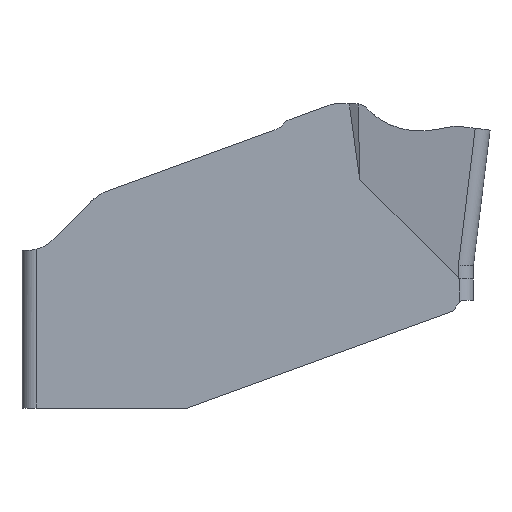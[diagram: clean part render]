
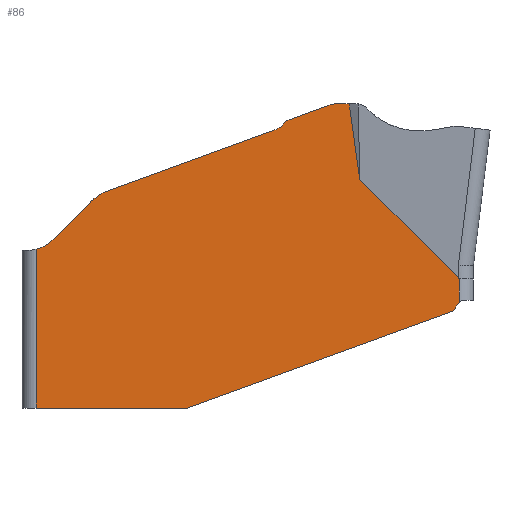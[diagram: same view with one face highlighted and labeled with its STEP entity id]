
A CAD part, left-side view. The second image highlights one B-rep face of the part: STEP entity #86.
In plain terms, the highlighted planar face has unit normal (-1, 0, 0).
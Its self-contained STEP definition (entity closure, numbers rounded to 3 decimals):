
#66=ELLIPSE('',#946,4.29,0.3);
#67=ELLIPSE('',#951,1.32,1.);
#86=ADVANCED_FACE('',(#151),#123,.F.);
#123=PLANE('',#953);
#151=FACE_OUTER_BOUND('',#194,.T.);
#194=EDGE_LOOP('',(#485,#486,#487,#488,#489,#490,#491,#492,#493,#494,#495,
#496,#497,#498,#499,#500,#501,#502,#503,#504,#505));
#224=LINE('',#1310,#301);
#232=LINE('',#1329,#309);
#253=LINE('',#1474,#330);
#258=LINE('',#1484,#335);
#263=LINE('',#1507,#340);
#270=LINE('',#1564,#347);
#271=LINE('',#1568,#348);
#272=LINE('',#1572,#349);
#273=LINE('',#1576,#350);
#274=LINE('',#1582,#351);
#275=LINE('',#1596,#352);
#301=VECTOR('',#990,1.);
#309=VECTOR('',#1004,1.);
#330=VECTOR('',#1045,1.);
#335=VECTOR('',#1054,1.);
#340=VECTOR('',#1067,1.);
#347=VECTOR('',#1110,1.);
#348=VECTOR('',#1113,1.);
#349=VECTOR('',#1118,1.);
#350=VECTOR('',#1121,1.);
#351=VECTOR('',#1126,1.);
#352=VECTOR('',#1131,1.);
#485=ORIENTED_EDGE('',*,*,#794,.F.);
#486=ORIENTED_EDGE('',*,*,#795,.F.);
#487=ORIENTED_EDGE('',*,*,#796,.F.);
#488=ORIENTED_EDGE('',*,*,#797,.F.);
#489=ORIENTED_EDGE('',*,*,#722,.T.);
#490=ORIENTED_EDGE('',*,*,#798,.T.);
#491=ORIENTED_EDGE('',*,*,#759,.T.);
#492=ORIENTED_EDGE('',*,*,#764,.T.);
#493=ORIENTED_EDGE('',*,*,#799,.F.);
#494=ORIENTED_EDGE('',*,*,#800,.F.);
#495=ORIENTED_EDGE('',*,*,#801,.F.);
#496=ORIENTED_EDGE('',*,*,#802,.F.);
#497=ORIENTED_EDGE('',*,*,#803,.F.);
#498=ORIENTED_EDGE('',*,*,#804,.F.);
#499=ORIENTED_EDGE('',*,*,#805,.F.);
#500=ORIENTED_EDGE('',*,*,#806,.F.);
#501=ORIENTED_EDGE('',*,*,#807,.F.);
#502=ORIENTED_EDGE('',*,*,#808,.F.);
#503=ORIENTED_EDGE('',*,*,#809,.F.);
#504=ORIENTED_EDGE('',*,*,#771,.T.);
#505=ORIENTED_EDGE('',*,*,#713,.T.);
#631=VERTEX_POINT('',#1309);
#632=VERTEX_POINT('',#1311);
#640=VERTEX_POINT('',#1330);
#641=VERTEX_POINT('',#1331);
#674=VERTEX_POINT('',#1473);
#675=VERTEX_POINT('',#1475);
#677=VERTEX_POINT('',#1483);
#682=VERTEX_POINT('',#1508);
#697=VERTEX_POINT('',#1565);
#698=VERTEX_POINT('',#1567);
#699=VERTEX_POINT('',#1569);
#700=VERTEX_POINT('',#1573);
#701=VERTEX_POINT('',#1575);
#702=VERTEX_POINT('',#1577);
#703=VERTEX_POINT('',#1579);
#704=VERTEX_POINT('',#1581);
#705=VERTEX_POINT('',#1583);
#706=VERTEX_POINT('',#1585);
#707=VERTEX_POINT('',#1593);
#708=VERTEX_POINT('',#1595);
#709=VERTEX_POINT('',#1597);
#713=EDGE_CURVE('',#632,#631,#224,.T.);
#722=EDGE_CURVE('',#640,#641,#232,.T.);
#759=EDGE_CURVE('',#675,#674,#253,.T.);
#764=EDGE_CURVE('',#674,#677,#258,.T.);
#771=EDGE_CURVE('',#682,#632,#263,.T.);
#794=EDGE_CURVE('',#697,#631,#270,.T.);
#795=EDGE_CURVE('',#698,#697,#846,.T.);
#796=EDGE_CURVE('',#699,#698,#271,.T.);
#797=EDGE_CURVE('',#640,#699,#847,.T.);
#798=EDGE_CURVE('',#641,#675,#66,.T.);
#799=EDGE_CURVE('',#700,#677,#272,.T.);
#800=EDGE_CURVE('',#701,#700,#848,.T.);
#801=EDGE_CURVE('',#702,#701,#273,.T.);
#802=EDGE_CURVE('',#703,#702,#849,.T.);
#803=EDGE_CURVE('',#704,#703,#850,.T.);
#804=EDGE_CURVE('',#705,#704,#274,.T.);
#805=EDGE_CURVE('',#706,#705,#851,.T.);
#806=EDGE_CURVE('',#707,#706,#868,.T.);
#807=EDGE_CURVE('',#708,#707,#67,.T.);
#808=EDGE_CURVE('',#709,#708,#275,.T.);
#809=EDGE_CURVE('',#682,#709,#852,.T.);
#846=CIRCLE('',#944,0.1);
#847=CIRCLE('',#945,0.3);
#848=CIRCLE('',#947,0.2);
#849=CIRCLE('',#948,0.2);
#850=CIRCLE('',#949,0.491);
#851=CIRCLE('',#950,1.);
#852=CIRCLE('',#952,0.8);
#868=B_SPLINE_CURVE_WITH_KNOTS('',3,(#1586,#1587,#1588,#1589,#1590,#1591,
#1592),.UNSPECIFIED.,.F.,.F.,(4,3,4),(0.,0.601,1.),
 .UNSPECIFIED.);
#944=AXIS2_PLACEMENT_3D('',#1566,#1111,#1112);
#945=AXIS2_PLACEMENT_3D('',#1570,#1114,#1115);
#946=AXIS2_PLACEMENT_3D('',#1571,#1116,#1117);
#947=AXIS2_PLACEMENT_3D('',#1574,#1119,#1120);
#948=AXIS2_PLACEMENT_3D('',#1578,#1122,#1123);
#949=AXIS2_PLACEMENT_3D('',#1580,#1124,#1125);
#950=AXIS2_PLACEMENT_3D('',#1584,#1127,#1128);
#951=AXIS2_PLACEMENT_3D('',#1594,#1129,#1130);
#952=AXIS2_PLACEMENT_3D('',#1598,#1132,#1133);
#953=AXIS2_PLACEMENT_3D('',#1599,#1134,#1135);
#990=DIRECTION('',(0.,-1.,0.));
#1004=DIRECTION('',(0.,0.,1.));
#1045=DIRECTION('',(0.,0.708,0.706));
#1054=DIRECTION('',(0.,0.139,0.99));
#1067=DIRECTION('',(0.,0.,-1.));
#1110=DIRECTION('',(0.,0.94,-0.342));
#1111=DIRECTION('',(1.,0.,0.));
#1112=DIRECTION('',(0.,0.,-1.));
#1113=DIRECTION('',(0.,0.5,-0.866));
#1114=DIRECTION('',(-1.,0.,0.));
#1115=DIRECTION('',(0.,0.,-1.));
#1116=DIRECTION('',(1.,0.,0.));
#1117=DIRECTION('',(0.,0.,1.));
#1118=DIRECTION('',(0.,-1.,0.));
#1119=DIRECTION('',(1.,0.,0.));
#1120=DIRECTION('',(0.,0.,-1.));
#1121=DIRECTION('',(0.,-0.94,0.342));
#1122=DIRECTION('',(1.,0.,0.));
#1123=DIRECTION('',(0.,0.,-1.));
#1124=DIRECTION('',(-1.,0.,0.));
#1125=DIRECTION('',(0.,0.,-1.));
#1126=DIRECTION('',(0.,-0.94,0.342));
#1127=DIRECTION('',(1.,0.,0.));
#1128=DIRECTION('',(0.,0.,-1.));
#1129=DIRECTION('',(1.,0.,0.));
#1130=DIRECTION('',(0.,0.707,-0.707));
#1131=DIRECTION('',(0.,-0.707,0.707));
#1132=DIRECTION('',(-1.,0.,0.));
#1133=DIRECTION('',(0.,0.,-1.));
#1134=DIRECTION('',(1.,0.,0.));
#1135=DIRECTION('',(0.,0.,-1.));
#1309=CARTESIAN_POINT('',(-1.,1.47,-5.9));
#1310=CARTESIAN_POINT('',(-1.,0.,-5.9));
#1311=CARTESIAN_POINT('',(-1.,4.7,-5.9));
#1329=CARTESIAN_POINT('',(-1.,-4.35,-3.44));
#1330=CARTESIAN_POINT('',(-1.,-4.35,-3.642));
#1331=CARTESIAN_POINT('',(-1.,-4.35,-3.13));
#1473=CARTESIAN_POINT('',(-1.,-2.221,-1.017));
#1474=CARTESIAN_POINT('',(-1.,-4.041,-2.832));
#1475=CARTESIAN_POINT('',(-1.,-4.329,-3.12));
#1483=CARTESIAN_POINT('',(-1.,-1.995,0.6));
#1484=CARTESIAN_POINT('',(-1.,-2.039,0.285));
#1507=CARTESIAN_POINT('',(-1.,4.7,-5.9));
#1508=CARTESIAN_POINT('',(-1.,4.7,-2.505));
#1564=CARTESIAN_POINT('',(-1.,-1.724,-4.737));
#1565=CARTESIAN_POINT('',(-1.,-4.192,-3.839));
#1566=CARTESIAN_POINT('',(-1.,-4.158,-3.745));
#1567=CARTESIAN_POINT('',(-1.,-4.245,-3.795));
#1568=CARTESIAN_POINT('',(-1.,-4.827,-2.787));
#1569=CARTESIAN_POINT('',(-1.,-4.29,-3.716));
#1570=CARTESIAN_POINT('',(-1.,-4.55,-3.866));
#1571=CARTESIAN_POINT('',(-1.,-4.35,1.16));
#1572=CARTESIAN_POINT('',(-1.,0.,0.6));
#1573=CARTESIAN_POINT('',(-1.,-1.675,0.6));
#1574=CARTESIAN_POINT('',(-1.,-1.675,0.4));
#1575=CARTESIAN_POINT('',(-1.,-1.607,0.588));
#1576=CARTESIAN_POINT('',(-1.,0.001,0.003));
#1577=CARTESIAN_POINT('',(-1.,-0.71,0.262));
#1578=CARTESIAN_POINT('',(-1.,-0.778,0.074));
#1579=CARTESIAN_POINT('',(-1.,-0.622,0.199));
#1580=CARTESIAN_POINT('',(-1.,-0.24,0.506));
#1581=CARTESIAN_POINT('',(-1.,-0.408,0.045));
#1582=CARTESIAN_POINT('',(-1.,-0.033,-0.091));
#1583=CARTESIAN_POINT('',(-1.,3.159,-1.253));
#1584=CARTESIAN_POINT('',(-1.,2.817,-2.193));
#1585=CARTESIAN_POINT('',(-1.,3.463,-1.429));
#1586=CARTESIAN_POINT('',(-1.,3.479,-1.444));
#1587=CARTESIAN_POINT('',(-1.,3.476,-1.441));
#1588=CARTESIAN_POINT('',(-1.,3.473,-1.438));
#1589=CARTESIAN_POINT('',(-1.,3.47,-1.435));
#1590=CARTESIAN_POINT('',(-1.,3.467,-1.433));
#1591=CARTESIAN_POINT('',(-1.,3.465,-1.431));
#1592=CARTESIAN_POINT('',(-1.,3.463,-1.429));
#1593=CARTESIAN_POINT('',(-1.,3.479,-1.444));
#1594=CARTESIAN_POINT('',(-1.,2.833,-2.209));
#1595=CARTESIAN_POINT('',(-1.,3.54,-1.502));
#1596=CARTESIAN_POINT('',(-1.,1.019,1.019));
#1597=CARTESIAN_POINT('',(-1.,4.334,-2.296));
#1598=CARTESIAN_POINT('',(-1.,4.9,-1.73));
#1599=CARTESIAN_POINT('',(-1.,0.,0.));
